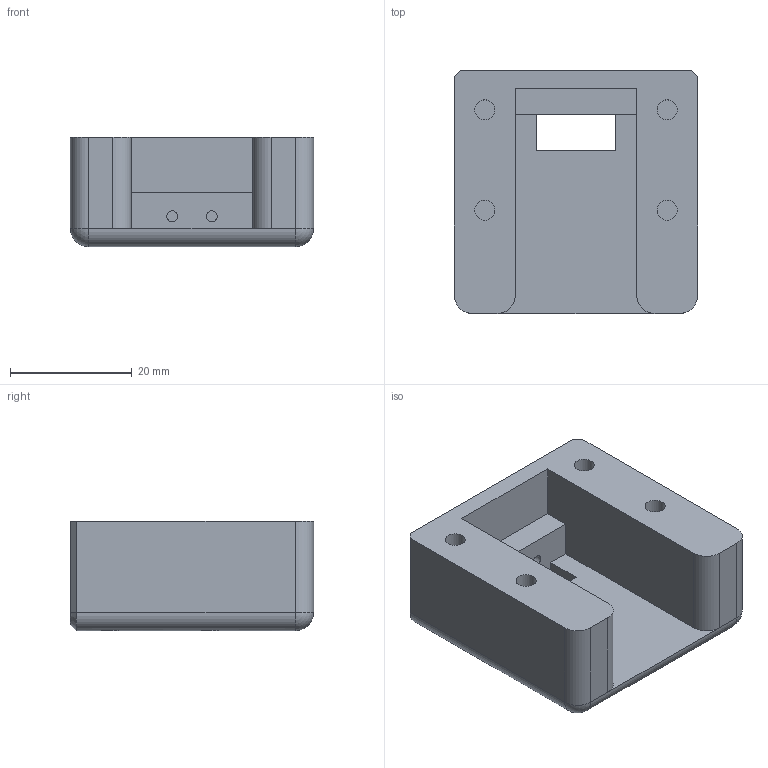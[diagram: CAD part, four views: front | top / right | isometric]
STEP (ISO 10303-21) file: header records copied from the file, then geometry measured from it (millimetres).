
FILE_DESCRIPTION(/* description */ ('','CAx-IF Rec.Pracs.---Representation and Presentation of Product Manufacturing Information (PMI)---4.0---2014-10-13'),/* implementation_level */ '2;1');
FILE_NAME(/* name */ '',/* time_stamp */ '2025-02-03T18:16:28+03:00',/* author */ (''),/* organization */ (''),/* preprocessor_version */ 'ST-DEVELOPER v20',/* originating_system */ 'Autodesk Translation Framework v13.20.0.188',/* authorisation */ '');
FILE_SCHEMA (('AP242_MANAGED_MODEL_BASED_3D_ENGINEERING_MIM_LF { 1 0 10303 442 1 1 4 }'));
Length unit declared in the file: millimetre
Products named in the file (1): Copy of 辫子支架B^辫子支架 
- 副本
Bounding box: 40 x 40 x 18 mm (x, y, z)
Volume: 16744.6 mm3; surface area: 7699.5 mm2
Topology: 1 solids, 1 shells, 65 faces, 155 edges, 98 vertices
Faces by surface type: plane 44, cylinder 17, sphere 2, cone 2
Full cylindrical faces by diameter (mm): 1.8 x2, 3.3 x4, 5.5 x4
Entity records: 1919 total; most frequent: CARTESIAN_POINT 355, DIRECTION 317, ORIENTED_EDGE 306, EDGE_CURVE 153, LINE 109, VECTOR 109, AXIS2_PLACEMENT_3D 104, VERTEX_POINT 98
